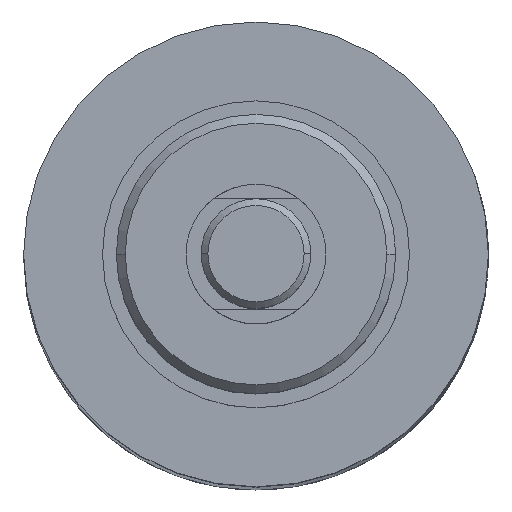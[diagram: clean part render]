
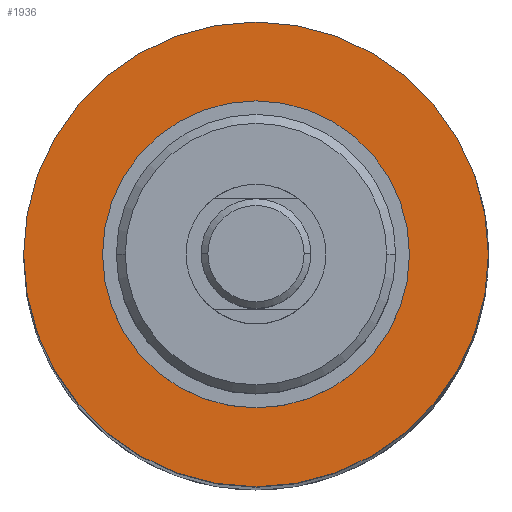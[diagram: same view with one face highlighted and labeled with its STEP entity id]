
A CAD part, top view. The second image highlights one B-rep face of the part: STEP entity #1936.
In plain terms, the highlighted planar face has unit normal (0, 0, 1).
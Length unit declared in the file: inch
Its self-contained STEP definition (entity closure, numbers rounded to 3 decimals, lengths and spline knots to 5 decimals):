
#62 = AXIS2_PLACEMENT_3D ( 'NONE', #695, #2021, #885 ) ;
#76 = ORIENTED_EDGE ( 'NONE', *, *, #1678, .F. ) ;
#181 = CARTESIAN_POINT ( 'NONE',  ( 1.04, 0., 0.92 ) ) ;
#188 = EDGE_CURVE ( 'NONE', #1554, #1308, #1634, .T. ) ;
#247 = CIRCLE ( 'NONE', #2184, 0.68675 ) ;
#258 = CARTESIAN_POINT ( 'NONE',  ( 0.68675, 0., 0.92 ) ) ;
#296 = CARTESIAN_POINT ( 'NONE',  ( -1.04, 0., 0.92 ) ) ;
#310 = DIRECTION ( 'NONE',  ( 0., 0., 1. ) ) ;
#345 = FACE_BOUND ( 'NONE', #2156, .T. ) ;
#379 = AXIS2_PLACEMENT_3D ( 'NONE', #1438, #310, #1626 ) ;
#403 = ORIENTED_EDGE ( 'NONE', *, *, #188, .T. ) ;
#435 = EDGE_LOOP ( 'NONE', ( #2376, #403 ) ) ;
#439 = DIRECTION ( 'NONE',  ( 0., 0., 1. ) ) ;
#475 = CIRCLE ( 'NONE', #379, 0.68675 ) ;
#546 = CARTESIAN_POINT ( 'NONE',  ( 0., 0., 0.92 ) ) ;
#695 = CARTESIAN_POINT ( 'NONE',  ( 0., 0., 0.92 ) ) ;
#729 = DIRECTION ( 'NONE',  ( 0., 0., 1. ) ) ;
#777 = CARTESIAN_POINT ( 'NONE',  ( -0.68675, 0., 0.92 ) ) ;
#819 = CARTESIAN_POINT ( 'NONE',  ( 0., 0., 0.92 ) ) ;
#834 = FACE_OUTER_BOUND ( 'NONE', #435, .T. ) ;
#885 = DIRECTION ( 'NONE',  ( 1., 0., 0. ) ) ;
#1009 = DIRECTION ( 'NONE',  ( 1., 0., 0. ) ) ;
#1105 = ORIENTED_EDGE ( 'NONE', *, *, #2139, .F. ) ;
#1133 = CIRCLE ( 'NONE', #1337, 1.04 ) ;
#1286 = EDGE_CURVE ( 'NONE', #1308, #1554, #1133, .T. ) ;
#1297 = VERTEX_POINT ( 'NONE', #258 ) ;
#1308 = VERTEX_POINT ( 'NONE', #296 ) ;
#1337 = AXIS2_PLACEMENT_3D ( 'NONE', #1569, #439, #1761 ) ;
#1438 = CARTESIAN_POINT ( 'NONE',  ( 0., 0., 0.92 ) ) ;
#1445 = AXIS2_PLACEMENT_3D ( 'NONE', #546, #729, #2063 ) ;
#1554 = VERTEX_POINT ( 'NONE', #181 ) ;
#1569 = CARTESIAN_POINT ( 'NONE',  ( 0., 0., 0.92 ) ) ;
#1626 = DIRECTION ( 'NONE',  ( 1., 0., 0. ) ) ;
#1634 = CIRCLE ( 'NONE', #62, 1.04 ) ;
#1678 = EDGE_CURVE ( 'NONE', #2399, #1297, #247, .T. ) ;
#1761 = DIRECTION ( 'NONE',  ( 1., 0., 0. ) ) ;
#1865 = PLANE ( 'NONE',  #1445 ) ;
#1936 = ADVANCED_FACE ( 'NONE', ( #834, #345 ), #1865, .T. ) ;
#2021 = DIRECTION ( 'NONE',  ( 0., 0., 1. ) ) ;
#2063 = DIRECTION ( 'NONE',  ( 1., 0., 0. ) ) ;
#2139 = EDGE_CURVE ( 'NONE', #1297, #2399, #475, .T. ) ;
#2145 = DIRECTION ( 'NONE',  ( 0., 0., 1. ) ) ;
#2156 = EDGE_LOOP ( 'NONE', ( #76, #1105 ) ) ;
#2184 = AXIS2_PLACEMENT_3D ( 'NONE', #819, #2145, #1009 ) ;
#2376 = ORIENTED_EDGE ( 'NONE', *, *, #1286, .T. ) ;
#2399 = VERTEX_POINT ( 'NONE', #777 ) ;
